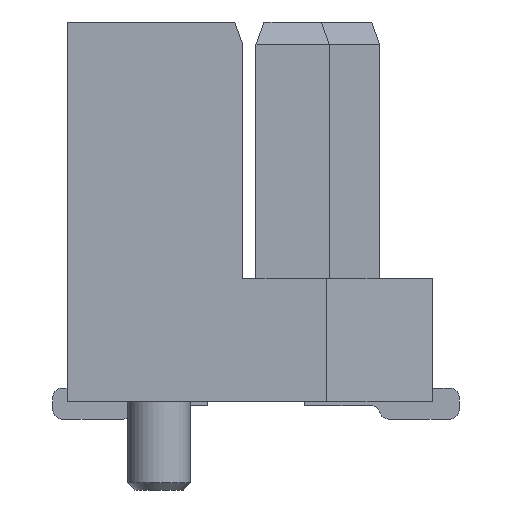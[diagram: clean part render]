
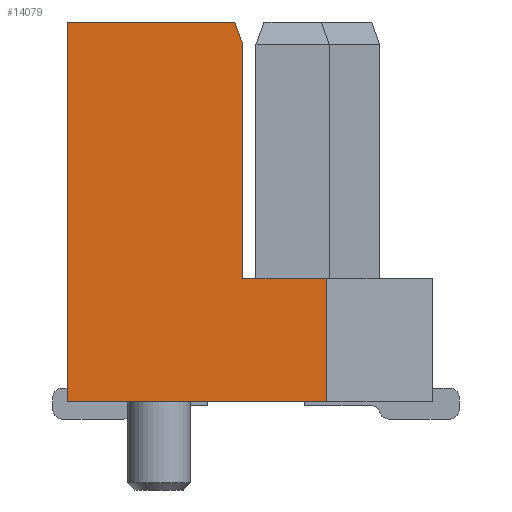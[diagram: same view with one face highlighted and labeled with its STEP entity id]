
A CAD part, left-side view. The second image highlights one B-rep face of the part: STEP entity #14079.
In plain terms, the highlighted planar face has unit normal (-1, 0, 0).
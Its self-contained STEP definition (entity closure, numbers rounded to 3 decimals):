
#6772=CARTESIAN_POINT('',(-15.075,2.14,0.196));
#6773=VERTEX_POINT('',#6772);
#6780=CARTESIAN_POINT('',(-15.075,2.14,4.496));
#6781=VERTEX_POINT('',#6780);
#6782=CARTESIAN_POINT('',(-15.075,2.14,4.496));
#6783=DIRECTION('',(0.0,0.0,-1.0));
#6784=VECTOR('',#6783,4.3);
#6785=LINE('',#6782,#6784);
#6786=EDGE_CURVE('',#6781,#6773,#6785,.T.);
#6820=CARTESIAN_POINT('',(-15.075,-0.8,0.196));
#6821=VERTEX_POINT('',#6820);
#6828=CARTESIAN_POINT('',(-15.075,2.14,0.196));
#6829=DIRECTION('',(0.0,-1.0,0.0));
#6830=VECTOR('',#6829,2.94);
#6831=LINE('',#6828,#6830);
#6832=EDGE_CURVE('',#6773,#6821,#6831,.T.);
#13885=CARTESIAN_POINT('',(-15.075,0.24,4.496));
#13886=VERTEX_POINT('',#13885);
#13887=CARTESIAN_POINT('',(-15.075,2.14,4.496));
#13888=DIRECTION('',(0.0,-1.0,0.0));
#13889=VECTOR('',#13888,1.9);
#13890=LINE('',#13887,#13889);
#13891=EDGE_CURVE('',#6781,#13886,#13890,.T.);
#13981=CARTESIAN_POINT('',(-15.075,-0.8,1.596));
#13982=VERTEX_POINT('',#13981);
#13989=CARTESIAN_POINT('',(-15.075,-0.8,1.596));
#13990=DIRECTION('',(0.0,0.0,-1.0));
#13991=VECTOR('',#13990,1.4);
#13992=LINE('',#13989,#13991);
#13993=EDGE_CURVE('',#13982,#6821,#13992,.T.);
#14046=CARTESIAN_POINT('',(-15.075,2.14,4.496));
#14047=DIRECTION('',(1.0,0.0,0.0));
#14048=DIRECTION('',(0.0,1.0,0.0));
#14049=AXIS2_PLACEMENT_3D('',#14046,#14047,#14048);
#14050=PLANE('',#14049);
#14051=CARTESIAN_POINT('',(-15.075,0.15,1.596));
#14052=VERTEX_POINT('',#14051);
#14053=CARTESIAN_POINT('',(-15.075,0.15,4.246));
#14054=VERTEX_POINT('',#14053);
#14055=CARTESIAN_POINT('',(-15.075,0.15,1.596));
#14056=DIRECTION('',(0.0,0.0,1.0));
#14057=VECTOR('',#14056,2.65);
#14058=LINE('',#14055,#14057);
#14059=EDGE_CURVE('',#14052,#14054,#14058,.T.);
#14060=ORIENTED_EDGE('',*,*,#14059,.T.);
#14061=CARTESIAN_POINT('',(-15.075,0.15,4.246));
#14062=DIRECTION('',(0.0,0.339,0.941));
#14063=VECTOR('',#14062,0.266);
#14064=LINE('',#14061,#14063);
#14065=EDGE_CURVE('',#14054,#13886,#14064,.T.);
#14066=ORIENTED_EDGE('',*,*,#14065,.T.);
#14067=ORIENTED_EDGE('',*,*,#13891,.F.);
#14068=ORIENTED_EDGE('',*,*,#6786,.T.);
#14069=ORIENTED_EDGE('',*,*,#6832,.T.);
#14070=ORIENTED_EDGE('',*,*,#13993,.F.);
#14071=CARTESIAN_POINT('',(-15.075,-0.8,1.596));
#14072=DIRECTION('',(0.0,1.0,0.0));
#14073=VECTOR('',#14072,0.95);
#14074=LINE('',#14071,#14073);
#14075=EDGE_CURVE('',#13982,#14052,#14074,.T.);
#14076=ORIENTED_EDGE('',*,*,#14075,.T.);
#14077=EDGE_LOOP('',(#14060,#14066,#14067,#14068,#14069,#14070,#14076));
#14078=FACE_OUTER_BOUND('',#14077,.T.);
#14079=ADVANCED_FACE('',(#14078),#14050,.F.);
